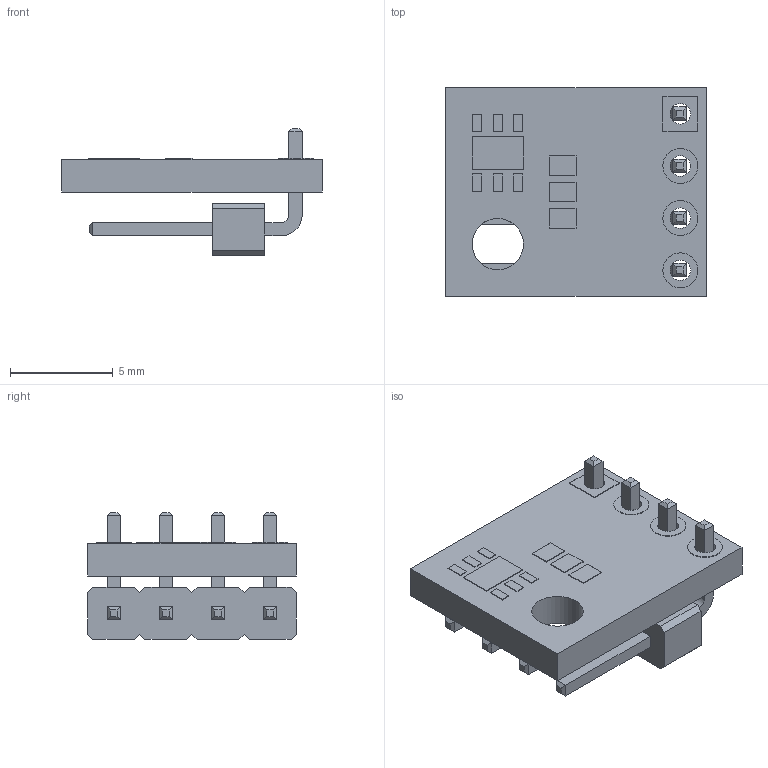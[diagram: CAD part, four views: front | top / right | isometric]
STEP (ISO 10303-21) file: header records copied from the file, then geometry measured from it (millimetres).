
FILE_DESCRIPTION(('FreeCAD Model'),'2;1');
FILE_NAME('PCB.step', '2017-12-11T19:02:37',('Author'),(''), 'Open CASCADE STEP processor 6.8','FreeCAD','Unknown');
FILE_SCHEMA(('AUTOMOTIVE_DESIGN_CC2 { 1 2 10303 214 -1 1 5 4 }'));
Length unit declared in the file: millimetre
Products named in the file (7): ASSEMBLY; J1; bPad_107; tPad_108; PCB_Border; PCB_Holes; Board
Assembly tree (6 placements, depth 2):
  ASSEMBLY
    J1
    bPad_107
    tPad_108
    PCB_Border
    PCB_Holes
    Board
Bounding box: 12.7 x 10.17 x 6.18 mm (x, y, z)
Volume: 278.3 mm3; surface area: 636.5 mm2
Topology: 20 solids, 20 shells, 225 faces, 508 edges, 335 vertices
Faces by surface type: plane 198, cylinder 27
Full cylindrical faces by diameter (mm): 1 x12, 1.7 x6, 2.5 x1
Entity records: 14674 total; most frequent: CARTESIAN_POINT 3122, DIRECTION 1951, LINE 1361, VECTOR 1361, ORIENTED_EDGE 998, PCURVE 998, DEFINITIONAL_REPRESENTATION 998, EDGE_CURVE 499
